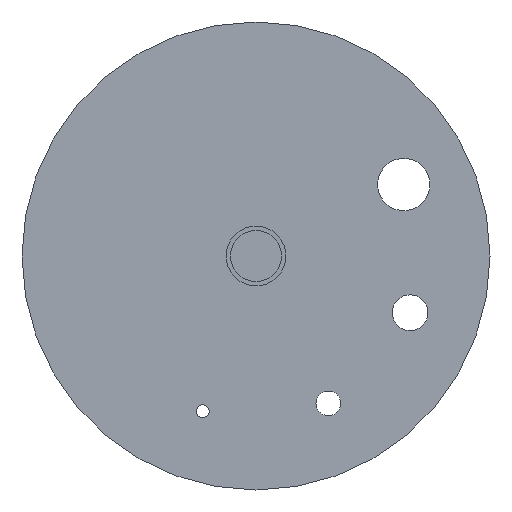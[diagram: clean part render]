
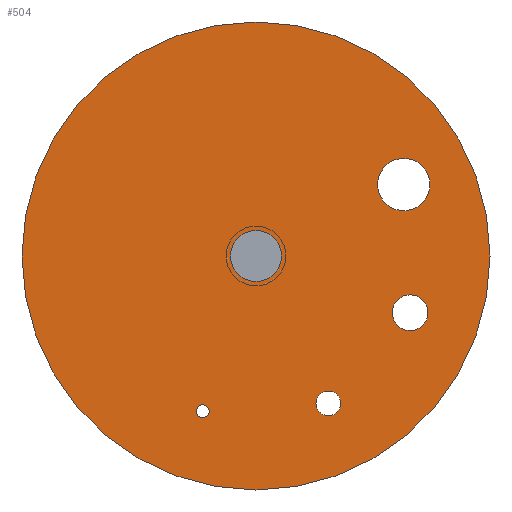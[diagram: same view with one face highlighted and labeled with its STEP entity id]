
A CAD part, left-side view. The second image highlights one B-rep face of the part: STEP entity #504.
In plain terms, the highlighted planar face has unit normal (-1, 0, 0).
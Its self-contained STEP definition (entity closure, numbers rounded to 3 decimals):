
#18 = ORIENTED_EDGE ( 'NONE', *, *, #788, .T. ) ;
#23 = CARTESIAN_POINT ( 'NONE',  ( 0., -8.5, -18.772 ) ) ;
#26 = ORIENTED_EDGE ( 'NONE', *, *, #803, .T. ) ;
#32 = FACE_BOUND ( 'NONE', #606, .T. ) ;
#57 = DIRECTION ( 'NONE',  ( 1., 0., 0. ) ) ;
#59 = FACE_BOUND ( 'NONE', #463, .T. ) ;
#113 = CIRCLE ( 'NONE', #1006, 3.075 ) ;
#137 = ORIENTED_EDGE ( 'NONE', *, *, #1092, .F. ) ;
#153 = EDGE_LOOP ( 'NONE', ( #831 ) ) ;
#194 = DIRECTION ( 'NONE',  ( 1., 0., 0. ) ) ;
#273 = DIRECTION ( 'NONE',  ( 1., 0., 0. ) ) ;
#279 = FACE_BOUND ( 'NONE', #153, .T. ) ;
#316 = CARTESIAN_POINT ( 'NONE',  ( 0., 0., 3. ) ) ;
#330 = VERTEX_POINT ( 'NONE', #592 ) ;
#349 = CARTESIAN_POINT ( 'NONE',  ( 0., 0., 0. ) ) ;
#364 = CARTESIAN_POINT ( 'NONE',  ( 0., -8.5, -17.322 ) ) ;
#386 = DIRECTION ( 'NONE',  ( 1., 0., 0. ) ) ;
#401 = CARTESIAN_POINT ( 'NONE',  ( 0., -18.108, -8.767 ) ) ;
#432 = AXIS2_PLACEMENT_3D ( 'NONE', #497, #1174, #593 ) ;
#433 = VERTEX_POINT ( 'NONE', #316 ) ;
#446 = DIRECTION ( 'NONE',  ( 0., 0., 1. ) ) ;
#456 = VERTEX_POINT ( 'NONE', #684 ) ;
#463 = EDGE_LOOP ( 'NONE', ( #1212 ) ) ;
#464 = DIRECTION ( 'NONE',  ( 0., 0., -1. ) ) ;
#497 = CARTESIAN_POINT ( 'NONE',  ( 0., 0., 0. ) ) ;
#504 = ADVANCED_FACE ( 'NONE', ( #527, #787, #59, #279, #32, #1012 ), #1202, .F. ) ;
#520 = AXIS2_PLACEMENT_3D ( 'NONE', #349, #1023, #446 ) ;
#527 = FACE_BOUND ( 'NONE', #1051, .T. ) ;
#532 = EDGE_LOOP ( 'NONE', ( #1096 ) ) ;
#568 = CIRCLE ( 'NONE', #724, 0.773 ) ;
#592 = CARTESIAN_POINT ( 'NONE',  ( 0., -17.371, 5.325 ) ) ;
#593 = DIRECTION ( 'NONE',  ( 0., 0., 1. ) ) ;
#606 = EDGE_LOOP ( 'NONE', ( #137 ) ) ;
#684 = CARTESIAN_POINT ( 'NONE',  ( 0., 6.264, -19.024 ) ) ;
#689 = VERTEX_POINT ( 'NONE', #879 ) ;
#712 = CARTESIAN_POINT ( 'NONE',  ( 0., 0., -27.5 ) ) ;
#716 = DIRECTION ( 'NONE',  ( 0., 0., -1. ) ) ;
#717 = VERTEX_POINT ( 'NONE', #23 ) ;
#724 = AXIS2_PLACEMENT_3D ( 'NONE', #755, #194, #854 ) ;
#728 = AXIS2_PLACEMENT_3D ( 'NONE', #712, #57, #716 ) ;
#755 = CARTESIAN_POINT ( 'NONE',  ( 0., 6.264, -18.251 ) ) ;
#759 = CIRCLE ( 'NONE', #520, 3. ) ;
#787 = FACE_BOUND ( 'NONE', #1229, .T. ) ;
#788 = EDGE_CURVE ( 'NONE', #717, #717, #826, .T. ) ;
#803 = EDGE_CURVE ( 'NONE', #456, #456, #568, .T. ) ;
#826 = CIRCLE ( 'NONE', #1237, 1.45 ) ;
#831 = ORIENTED_EDGE ( 'NONE', *, *, #1214, .T. ) ;
#834 = CARTESIAN_POINT ( 'NONE',  ( 0., -18.108, -6.666 ) ) ;
#854 = DIRECTION ( 'NONE',  ( 0., 0., -1. ) ) ;
#879 = CARTESIAN_POINT ( 'NONE',  ( 0., 0., 27.5 ) ) ;
#903 = AXIS2_PLACEMENT_3D ( 'NONE', #834, #273, #930 ) ;
#930 = DIRECTION ( 'NONE',  ( 0., 0., -1. ) ) ;
#962 = CARTESIAN_POINT ( 'NONE',  ( 0., -17.371, 8.4 ) ) ;
#1006 = AXIS2_PLACEMENT_3D ( 'NONE', #962, #386, #1058 ) ;
#1012 = FACE_OUTER_BOUND ( 'NONE', #532, .T. ) ;
#1015 = EDGE_CURVE ( 'NONE', #689, #689, #1021, .T. ) ;
#1021 = CIRCLE ( 'NONE', #432, 27.5 ) ;
#1023 = DIRECTION ( 'NONE',  ( -1., 0., 0. ) ) ;
#1041 = DIRECTION ( 'NONE',  ( 1., 0., 0. ) ) ;
#1051 = EDGE_LOOP ( 'NONE', ( #26 ) ) ;
#1058 = DIRECTION ( 'NONE',  ( 0., 0., -1. ) ) ;
#1092 = EDGE_CURVE ( 'NONE', #433, #433, #759, .T. ) ;
#1096 = ORIENTED_EDGE ( 'NONE', *, *, #1015, .T. ) ;
#1113 = EDGE_CURVE ( 'NONE', #1177, #1177, #1193, .T. ) ;
#1174 = DIRECTION ( 'NONE',  ( -1., 0., 0. ) ) ;
#1177 = VERTEX_POINT ( 'NONE', #401 ) ;
#1193 = CIRCLE ( 'NONE', #903, 2.101 ) ;
#1202 = PLANE ( 'NONE',  #728 ) ;
#1212 = ORIENTED_EDGE ( 'NONE', *, *, #1113, .T. ) ;
#1214 = EDGE_CURVE ( 'NONE', #330, #330, #113, .T. ) ;
#1229 = EDGE_LOOP ( 'NONE', ( #18 ) ) ;
#1237 = AXIS2_PLACEMENT_3D ( 'NONE', #364, #1041, #464 ) ;
